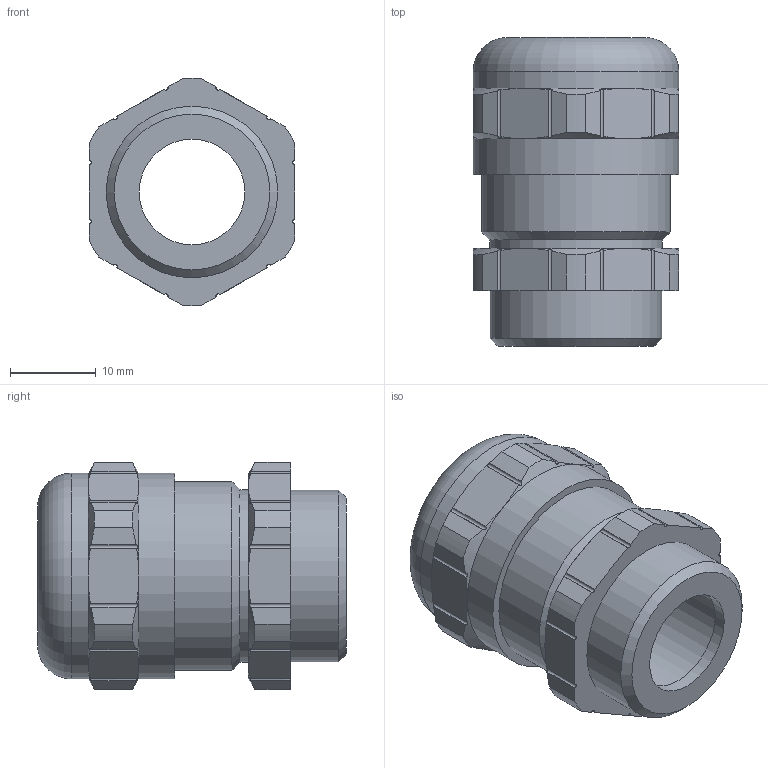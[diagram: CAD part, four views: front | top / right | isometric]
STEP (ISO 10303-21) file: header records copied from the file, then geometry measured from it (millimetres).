
FILE_DESCRIPTION(/* description */ ('STEP AP214'),/* implementation_level */ '2;1');
FILE_NAME(/* name */ 'PFLITSCH bg 220ms triex',/* time_stamp */ '2024-03-17T11:10:32+01:00',/* author */ ('License CC BY-ND 4.0'),/* organization */ ('CADENAS'),/* preprocessor_version */ 'ST-DEVELOPER v19.3',/* originating_system */ 'PARTsolutions',/* authorisation */ ' ');
FILE_SCHEMA (('AUTOMOTIVE_DESIGN {1 0 10303 214 3 1 1}'));
Length unit declared in the file: millimetre
Products named in the file (1): PFLITSCH bg 220ms triex
Bounding box: 24 x 36 x 26.49 mm (x, y, z)
Volume: 9331 mm3; surface area: 5075.3 mm2
Topology: 1 solids, 1 shells, 108 faces, 281 edges, 180 vertices
Faces by surface type: cylinder 44, plane 43, cone 20, torus 1
Full cylindrical faces by diameter (mm): 12.3 x1, 14 x1, 14.2 x1, 20 x1, 20.16 x1, 22 x1, 24 x2
Entity records: 3420 total; most frequent: CARTESIAN_POINT 951, ORIENTED_EDGE 536, DIRECTION 448, EDGE_CURVE 268, AXIS2_PLACEMENT_3D 179, VERTEX_POINT 178, EDGE_LOOP 126, FACE_BOUND 126
